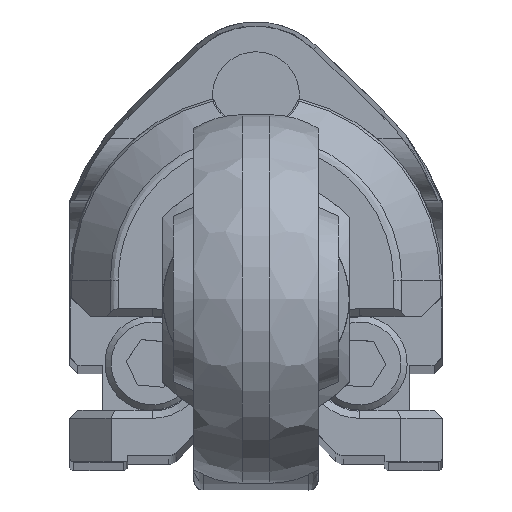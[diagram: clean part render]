
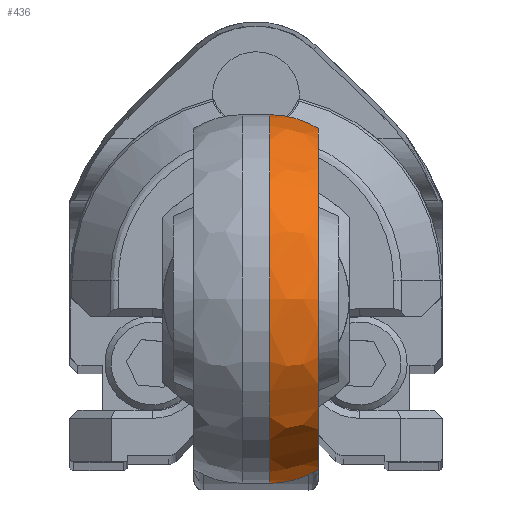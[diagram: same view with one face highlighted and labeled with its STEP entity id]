
A CAD part, top view. The second image highlights one B-rep face of the part: STEP entity #436.
In plain terms, the highlighted free-form (B-spline) face has degree [3, 3] with [4, 7] control points.
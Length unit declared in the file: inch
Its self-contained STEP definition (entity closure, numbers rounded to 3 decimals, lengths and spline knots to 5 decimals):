
#436 = ADVANCED_FACE ( 'NONE', ( #18321 ), #3472, .T. ) ;
#615 = CARTESIAN_POINT ( 'NONE',  ( 0.02608, -0.20195, 6.32579 ) ) ;
#1055 = AXIS2_PLACEMENT_3D ( 'NONE', #6559, #19522, #19615 ) ;
#1565 = CARTESIAN_POINT ( 'NONE',  ( 0.02608, -0.37912, 6.53105 ) ) ;
#1670 = CARTESIAN_POINT ( 'NONE',  ( 0.05874, 0.32167, 6.32579 ) ) ;
#1710 = CIRCLE ( 'NONE', #4331, 0.35039 ) ;
#1819 = DIRECTION ( 'NONE',  ( 0., 0., 1. ) ) ;
#2250 = CARTESIAN_POINT ( 'NONE',  ( 0.02608, -0.02872, 6.32579 ) ) ;
#2346 = CARTESIAN_POINT ( 'NONE',  ( 0.11811, 0.29589, 6.32579 ) ) ;
#2609 = CARTESIAN_POINT ( 'NONE',  ( 0.11811, 0.29589, 6.32579 ) ) ;
#2742 = CARTESIAN_POINT ( 'NONE',  ( 0.02608, 0.32167, 6.32579 ) ) ;
#3181 = ORIENTED_EDGE ( 'NONE', *, *, #11112, .T. ) ;
#3194 = CARTESIAN_POINT ( 'NONE',  ( 0.0902, -0.02872, 6.66738 ) ) ;
#3472 =( BOUNDED_SURFACE ( )  B_SPLINE_SURFACE ( 3, 3, ( 
 ( #2609, #17931, #7311, #13638, #4348, #19861, #3946 ),
 ( #20064, #4534, #13838, #3194, #9330, #18518, #17087 ),
 ( #1670, #4735, #7507, #6078, #15371, #15564, #12303 ),
 ( #14032, #9430, #16895, #15666, #20160, #1565, #13738 ) ),
 .UNSPECIFIED., .F., .F., .T. ) 
 B_SPLINE_SURFACE_WITH_KNOTS ( ( 4, 4 ),
 ( 4, 3, 4 ),
 ( 0., 1. ),
 ( 0., 0.5, 1. ),
 .UNSPECIFIED. ) 
 GEOMETRIC_REPRESENTATION_ITEM ( )  RATIONAL_B_SPLINE_SURFACE ( (
 ( 1., 0.805, 0.805, 1., 0.805, 0.805, 1.),
 ( 0.975, 0.785, 0.785, 0.975, 0.785, 0.785, 0.975),
 ( 0.975, 0.785, 0.785, 0.975, 0.785, 0.785, 0.975),
 ( 1., 0.805, 0.805, 1., 0.805, 0.805, 1.) ) ) 
 REPRESENTATION_ITEM ( '' )  SURFACE ( )  );
#3525 = CARTESIAN_POINT ( 'NONE',  ( 0.02608, -0.37912, 6.32579 ) ) ;
#3946 = CARTESIAN_POINT ( 'NONE',  ( 0.11811, -0.35334, 6.32579 ) ) ;
#4295 = EDGE_CURVE ( 'NONE', #7268, #16283, #15352, .T. ) ;
#4331 = AXIS2_PLACEMENT_3D ( 'NONE', #2250, #5532, #8784 ) ;
#4348 = CARTESIAN_POINT ( 'NONE',  ( 0.11811, -0.21888, 6.65041 ) ) ;
#4534 = CARTESIAN_POINT ( 'NONE',  ( 0.0902, 0.31286, 6.52589 ) ) ;
#4735 = CARTESIAN_POINT ( 'NONE',  ( 0.05874, 0.32167, 6.53105 ) ) ;
#5532 = DIRECTION ( 'NONE',  ( 1., 0., 0. ) ) ;
#5670 = EDGE_CURVE ( 'NONE', #9613, #16283, #17985, .T. ) ;
#6068 = ORIENTED_EDGE ( 'NONE', *, *, #4295, .T. ) ;
#6078 = CARTESIAN_POINT ( 'NONE',  ( 0.05874, -0.02872, 6.67619 ) ) ;
#6559 = CARTESIAN_POINT ( 'NONE',  ( 0.02608, 0.14451, 6.32579 ) ) ;
#6637 = DIRECTION ( 'NONE',  ( 0., -1., 0. ) ) ;
#7268 = VERTEX_POINT ( 'NONE', #16580 ) ;
#7311 = CARTESIAN_POINT ( 'NONE',  ( 0.11811, 0.16143, 6.65041 ) ) ;
#7507 = CARTESIAN_POINT ( 'NONE',  ( 0.05874, 0.17653, 6.67619 ) ) ;
#8784 = DIRECTION ( 'NONE',  ( 0., 0., -1. ) ) ;
#9330 = CARTESIAN_POINT ( 'NONE',  ( 0.0902, -0.22882, 6.66738 ) ) ;
#9381 = EDGE_CURVE ( 'NONE', #9613, #9679, #1710, .T. ) ;
#9430 = CARTESIAN_POINT ( 'NONE',  ( 0.02608, 0.32167, 6.53105 ) ) ;
#9613 = VERTEX_POINT ( 'NONE', #2742 ) ;
#9679 = VERTEX_POINT ( 'NONE', #3525 ) ;
#11112 = EDGE_CURVE ( 'NONE', #9679, #7268, #15152, .T. ) ;
#11374 = ORIENTED_EDGE ( 'NONE', *, *, #9381, .T. ) ;
#11957 = ORIENTED_EDGE ( 'NONE', *, *, #5670, .F. ) ;
#12303 = CARTESIAN_POINT ( 'NONE',  ( 0.05874, -0.37912, 6.32579 ) ) ;
#12549 = AXIS2_PLACEMENT_3D ( 'NONE', #615, #1819, #6637 ) ;
#12746 = AXIS2_PLACEMENT_3D ( 'NONE', #19807, #15216, #17970 ) ;
#13638 = CARTESIAN_POINT ( 'NONE',  ( 0.11811, -0.02872, 6.65041 ) ) ;
#13738 = CARTESIAN_POINT ( 'NONE',  ( 0.02608, -0.37912, 6.32579 ) ) ;
#13838 = CARTESIAN_POINT ( 'NONE',  ( 0.0902, 0.17137, 6.66738 ) ) ;
#14032 = CARTESIAN_POINT ( 'NONE',  ( 0.02608, 0.32167, 6.32579 ) ) ;
#14097 = EDGE_LOOP ( 'NONE', ( #6068, #11957, #11374, #3181 ) ) ;
#15152 = CIRCLE ( 'NONE', #12549, 0.17717 ) ;
#15216 = DIRECTION ( 'NONE',  ( -1., 0., 0. ) ) ;
#15352 = CIRCLE ( 'NONE', #12746, 0.32461 ) ;
#15371 = CARTESIAN_POINT ( 'NONE',  ( 0.05874, -0.23398, 6.67619 ) ) ;
#15564 = CARTESIAN_POINT ( 'NONE',  ( 0.05874, -0.37912, 6.53105 ) ) ;
#15666 = CARTESIAN_POINT ( 'NONE',  ( 0.02608, -0.02872, 6.67619 ) ) ;
#16283 = VERTEX_POINT ( 'NONE', #2346 ) ;
#16580 = CARTESIAN_POINT ( 'NONE',  ( 0.11811, -0.35334, 6.32579 ) ) ;
#16895 = CARTESIAN_POINT ( 'NONE',  ( 0.02608, 0.17653, 6.67619 ) ) ;
#17087 = CARTESIAN_POINT ( 'NONE',  ( 0.0902, -0.3703, 6.32579 ) ) ;
#17931 = CARTESIAN_POINT ( 'NONE',  ( 0.11811, 0.29589, 6.51595 ) ) ;
#17970 = DIRECTION ( 'NONE',  ( 0., 0., -1. ) ) ;
#17985 = CIRCLE ( 'NONE', #1055, 0.17717 ) ;
#18321 = FACE_OUTER_BOUND ( 'NONE', #14097, .T. ) ;
#18518 = CARTESIAN_POINT ( 'NONE',  ( 0.0902, -0.3703, 6.52589 ) ) ;
#19522 = DIRECTION ( 'NONE',  ( 0., 0., -1. ) ) ;
#19615 = DIRECTION ( 'NONE',  ( 0.519, 0.854, 0. ) ) ;
#19807 = CARTESIAN_POINT ( 'NONE',  ( 0.11811, -0.02872, 6.32579 ) ) ;
#19861 = CARTESIAN_POINT ( 'NONE',  ( 0.11811, -0.35334, 6.51595 ) ) ;
#20064 = CARTESIAN_POINT ( 'NONE',  ( 0.0902, 0.31286, 6.32579 ) ) ;
#20160 = CARTESIAN_POINT ( 'NONE',  ( 0.02608, -0.23398, 6.67619 ) ) ;
